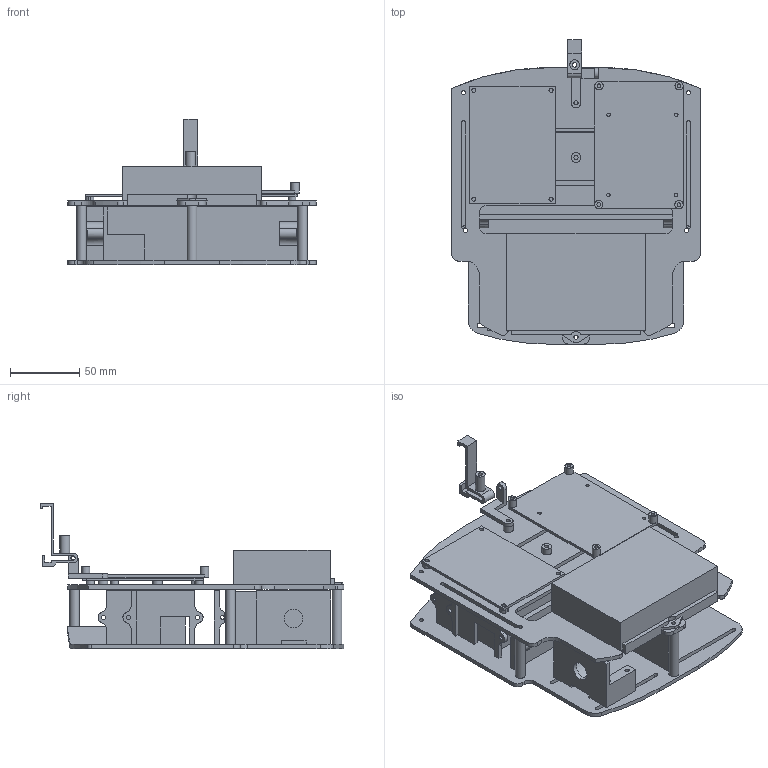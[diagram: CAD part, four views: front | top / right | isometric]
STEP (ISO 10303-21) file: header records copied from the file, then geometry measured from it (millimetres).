
FILE_DESCRIPTION(/* description */ (''),/* implementation_level */ '2;1');
FILE_NAME(/* name */ 'tortoise bot ver2.2 v7.step',/* time_stamp */ '2024-03-29T11:46:21+05:30',/* author */ (''),/* organization */ (''),/* preprocessor_version */ 'ST-DEVELOPER v20',/* originating_system */ 'Autodesk Translation Framework v12.20.1.177',/* authorisation */ '');
FILE_SCHEMA (('AUTOMOTIVE_DESIGN { 1 0 10303 214 3 1 1 }'));
Length unit declared in the file: millimetre
Products named in the file (2): tortoise bot ver2.2; Component1
Assembly tree (1 placements, depth 2):
  tortoise bot ver2.2
    Component1
Bounding box: 180 x 220 x 105 mm (x, y, z)
Volume: 718333.6 mm3; surface area: 277324 mm2
Topology: 17 solids, 17 shells, 403 faces, 998 edges, 665 vertices
Faces by surface type: plane 230, cylinder 173
Full cylindrical faces by diameter (mm): 2.5 x12, 2.75 x4, 3 x35, 3.1 x4, 3.2 x1, 3.3 x2, 4.8 x4, 5.5 x8, 6 x4, 7 x9, 7.087 x1, 13.5 x1
Entity records: 12370 total; most frequent: DIRECTION 2159, CARTESIAN_POINT 2159, ORIENTED_EDGE 1996, EDGE_CURVE 998, AXIS2_PLACEMENT_3D 763, VERTEX_POINT 665, LINE 633, VECTOR 633
